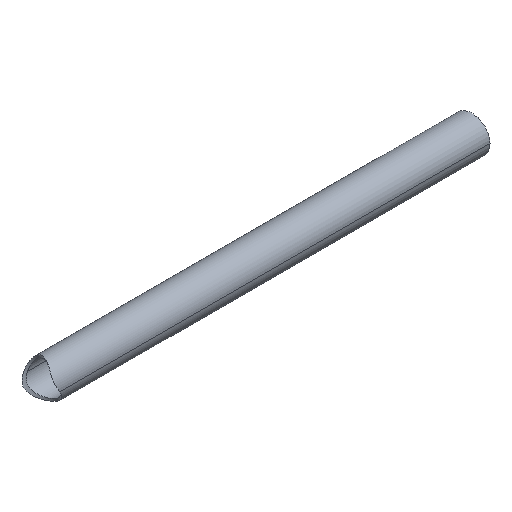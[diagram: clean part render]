
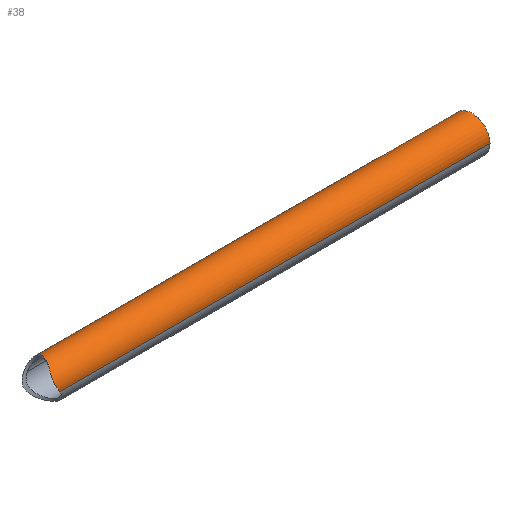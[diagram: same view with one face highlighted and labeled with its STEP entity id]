
A CAD part, isometric view. The second image highlights one B-rep face of the part: STEP entity #38.
In plain terms, the highlighted cylindrical face has radius 12.5 mm (diameter 25 mm), a partial arc.
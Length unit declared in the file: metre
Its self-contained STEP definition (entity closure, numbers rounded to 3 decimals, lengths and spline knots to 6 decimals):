
#38=ADVANCED_FACE('0:27',(#73),#74,.T.);
#73=FACE_OUTER_BOUND('',#103,.T.);
#74=CYLINDRICAL_SURFACE('',#104,0.0125);
#103=EDGE_LOOP('',(#148,#149,#150,#151,#152,#153));
#104=AXIS2_PLACEMENT_3D('',#154,#155,#156);
#148=ORIENTED_EDGE('',*,*,#204,.T.);
#149=ORIENTED_EDGE('',*,*,#210,.T.);
#150=ORIENTED_EDGE('',*,*,#200,.T.);
#151=ORIENTED_EDGE('',*,*,#207,.T.);
#152=ORIENTED_EDGE('',*,*,#211,.T.);
#153=ORIENTED_EDGE('',*,*,#212,.F.);
#154=CARTESIAN_POINT('',(199.206887,0.152716,-0.003597));
#155=DIRECTION('',(1.0,0.0,0.));
#156=DIRECTION('',(0.0,1.0,0.0));
#200=EDGE_CURVE('0:51',#238,#236,#239,.F.);
#204=EDGE_CURVE('',#244,#245,#246,.T.);
#207=EDGE_CURVE('',#236,#249,#251,.T.);
#210=EDGE_CURVE('',#245,#238,#254,.F.);
#211=EDGE_CURVE('0:48',#249,#255,#256,.T.);
#212=EDGE_CURVE('0:39',#244,#255,#257,.T.);
#236=VERTEX_POINT('',#306);
#238=VERTEX_POINT('',#316);
#239=B_SPLINE_CURVE_WITH_KNOTS('',5,(#317,#318,#319,#320,#321,#322,#323,#324,#325,#326,#327,#328,#329,#330,#331,#332,#333,#334,#335,#336,#337),.UNSPECIFIED.,.F.,.F.,(6,3,3,3,3,3,6),(-47.275544,-39.703704,-32.80877,-24.306757,-17.678529,-11.050302,-0.0),.UNSPECIFIED.);
#244=VERTEX_POINT('',#359);
#245=VERTEX_POINT('',#360);
#246=LINE('',#361,#362);
#249=VERTEX_POINT('',#365);
#251=LINE('',#367,#368);
#254=B_SPLINE_CURVE_WITH_KNOTS('',5,(#391,#392,#393,#394,#395,#396,#397,#398,#399),.UNSPECIFIED.,.F.,.F.,(6,3,6),(-138.698903,-130.529834,-116.624159),.UNSPECIFIED.);
#255=VERTEX_POINT('',#400);
#256=ELLIPSE('',#401,0.01251,0.0125);
#257=ELLIPSE('',#402,0.01251,0.0125);
#306=CARTESIAN_POINT('',(-0.639172,0.140216,-0.003597));
#316=CARTESIAN_POINT('',(-0.635,0.159679,0.006784));
#317=CARTESIAN_POINT('',(-0.639172,0.140216,-0.003597));
#318=CARTESIAN_POINT('',(-0.639579,0.140216,-0.002836));
#319=CARTESIAN_POINT('',(-0.639984,0.140274,-0.002065));
#320=CARTESIAN_POINT('',(-0.640378,0.140394,-0.001283));
#321=CARTESIAN_POINT('',(-0.64107,0.140747,0.00022));
#322=CARTESIAN_POINT('',(-0.641542,0.141367,0.001728));
#323=CARTESIAN_POINT('',(-0.641695,0.141727,0.002443));
#324=CARTESIAN_POINT('',(-0.641802,0.142682,0.003996));
#325=CARTESIAN_POINT('',(-0.641412,0.143911,0.005361));
#326=CARTESIAN_POINT('',(-0.641058,0.14465,0.006025));
#327=CARTESIAN_POINT('',(-0.640305,0.146037,0.007055));
#328=CARTESIAN_POINT('',(-0.639418,0.147547,0.007819));
#329=CARTESIAN_POINT('',(-0.639016,0.148234,0.008107));
#330=CARTESIAN_POINT('',(-0.638208,0.149653,0.008579));
#331=CARTESIAN_POINT('',(-0.637433,0.151145,0.008838));
#332=CARTESIAN_POINT('',(-0.637063,0.151904,0.008911));
#333=CARTESIAN_POINT('',(-0.636148,0.15395,0.008952));
#334=CARTESIAN_POINT('',(-0.635458,0.156039,0.008563));
#335=CARTESIAN_POINT('',(-0.635151,0.157334,0.008139));
#336=CARTESIAN_POINT('',(-0.635,0.158561,0.007534));
#337=CARTESIAN_POINT('',(-0.635,0.159679,0.006784));
#359=CARTESIAN_POINT('',(-0.341499,0.165216,-0.003597));
#360=CARTESIAN_POINT('',(-0.639173,0.165216,-0.003597));
#361=CARTESIAN_POINT('',(-0.491157,0.165216,-0.003597));
#362=VECTOR('',#427,1.0);
#365=CARTESIAN_POINT('',(-0.340501,0.140216,-0.003597));
#367=CARTESIAN_POINT('',(-0.491157,0.140216,-0.003597));
#368=VECTOR('',#434,1.0);
#391=CARTESIAN_POINT('',(-0.635,0.159679,0.006784));
#392=CARTESIAN_POINT('',(-0.635,0.160505,0.00623));
#393=CARTESIAN_POINT('',(-0.635082,0.161271,0.005597));
#394=CARTESIAN_POINT('',(-0.635246,0.161961,0.004899));
#395=CARTESIAN_POINT('',(-0.635871,0.163596,0.00289));
#396=CARTESIAN_POINT('',(-0.636902,0.164618,0.000653));
#397=CARTESIAN_POINT('',(-0.637646,0.165021,-0.000778));
#398=CARTESIAN_POINT('',(-0.638427,0.165216,-0.0022));
#399=CARTESIAN_POINT('',(-0.639173,0.165216,-0.003597));
#400=CARTESIAN_POINT('',(-0.341,0.152716,0.008903));
#401=AXIS2_PLACEMENT_3D('',#435,#436,#437);
#402=AXIS2_PLACEMENT_3D('',#438,#439,#440);
#427=DIRECTION('',(-1.0,-0.0,0.));
#434=DIRECTION('',(1.0,0.0,0.));
#435=CARTESIAN_POINT('',(-0.341,0.152716,-0.003597));
#436=DIRECTION('',(-0.999,-0.04,0.));
#437=DIRECTION('',(-0.04,0.999,0.));
#438=CARTESIAN_POINT('',(-0.341,0.152716,-0.003597));
#439=DIRECTION('',(0.999,0.04,0.));
#440=DIRECTION('',(0.04,-0.999,0.));
